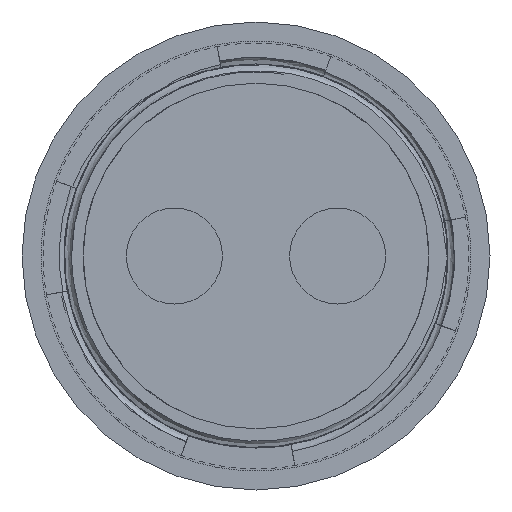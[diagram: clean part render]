
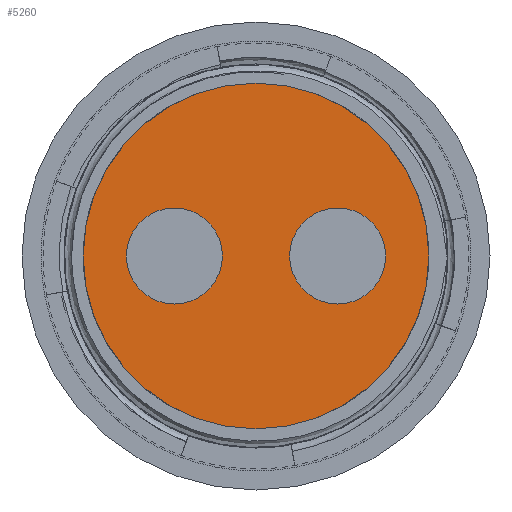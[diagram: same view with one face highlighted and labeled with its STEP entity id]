
A CAD part, front view. The second image highlights one B-rep face of the part: STEP entity #5260.
In plain terms, the highlighted planar face has unit normal (0, -1, 0).
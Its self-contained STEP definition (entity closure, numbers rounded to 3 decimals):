
#38 = DIRECTION ( 'NONE',  ( 0., 0., 1. ) ) ;
#144 = AXIS2_PLACEMENT_3D ( 'NONE', #23254, #11552, #38 ) ;
#799 = FACE_BOUND ( 'NONE', #14512, .T. ) ;
#1481 = EDGE_CURVE ( 'NONE', #2510, #6421, #9022, .T. ) ;
#1663 = CARTESIAN_POINT ( 'NONE',  ( -3.4, 0., -2. ) ) ;
#1723 = CARTESIAN_POINT ( 'NONE',  ( 3.4, 0., 0. ) ) ;
#2412 = VERTEX_POINT ( 'NONE', #7622 ) ;
#2510 = VERTEX_POINT ( 'NONE', #6288 ) ;
#2648 = EDGE_CURVE ( 'NONE', #19915, #18202, #22999, .T. ) ;
#2688 = EDGE_CURVE ( 'NONE', #8450, #2412, #11388, .T. ) ;
#3661 = DIRECTION ( 'NONE',  ( 0., 0., -1. ) ) ;
#3740 = DIRECTION ( 'NONE',  ( 0., 0., -1. ) ) ;
#3745 = DIRECTION ( 'NONE',  ( 0., -1., 0. ) ) ;
#3771 = CARTESIAN_POINT ( 'NONE',  ( 3.4, 0., 0. ) ) ;
#4245 = DIRECTION ( 'NONE',  ( 0., 0., -1. ) ) ;
#4279 = DIRECTION ( 'NONE',  ( 0., -1., 0. ) ) ;
#4284 = CARTESIAN_POINT ( 'NONE',  ( -3.4, 0., 0. ) ) ;
#5260 = ADVANCED_FACE ( 'NONE', ( #799, #6507, #10992 ), #20218, .F. ) ;
#6288 = CARTESIAN_POINT ( 'NONE',  ( 0., 0., -7.2 ) ) ;
#6421 = VERTEX_POINT ( 'NONE', #20440 ) ;
#6507 = FACE_BOUND ( 'NONE', #18669, .T. ) ;
#7292 = DIRECTION ( 'NONE',  ( 0., -1., 0. ) ) ;
#7311 = CIRCLE ( 'NONE', #13473, 2. ) ;
#7622 = CARTESIAN_POINT ( 'NONE',  ( 3.4, 0., 2. ) ) ;
#8450 = VERTEX_POINT ( 'NONE', #21319 ) ;
#8797 = CIRCLE ( 'NONE', #144, 7.2 ) ;
#9022 = CIRCLE ( 'NONE', #12308, 7.2 ) ;
#9064 = AXIS2_PLACEMENT_3D ( 'NONE', #20692, #20168, #19158 ) ;
#9104 = EDGE_LOOP ( 'NONE', ( #21112, #21439 ) ) ;
#9365 = CARTESIAN_POINT ( 'NONE',  ( -3.4, 0., 2. ) ) ;
#10992 = FACE_OUTER_BOUND ( 'NONE', #9104, .T. ) ;
#11304 = AXIS2_PLACEMENT_3D ( 'NONE', #3771, #3745, #3740 ) ;
#11388 = CIRCLE ( 'NONE', #11304, 2. ) ;
#11408 = AXIS2_PLACEMENT_3D ( 'NONE', #4284, #4279, #4245 ) ;
#11552 = DIRECTION ( 'NONE',  ( 0., 1., 0. ) ) ;
#12308 = AXIS2_PLACEMENT_3D ( 'NONE', #19398, #19393, #19359 ) ;
#13473 = AXIS2_PLACEMENT_3D ( 'NONE', #18853, #7292, #20828 ) ;
#14512 = EDGE_LOOP ( 'NONE', ( #20413, #20496 ) ) ;
#15188 = DIRECTION ( 'NONE',  ( 0., -1., 0. ) ) ;
#18202 = VERTEX_POINT ( 'NONE', #9365 ) ;
#18669 = EDGE_LOOP ( 'NONE', ( #20770, #20931 ) ) ;
#18704 = AXIS2_PLACEMENT_3D ( 'NONE', #1723, #15188, #3661 ) ;
#18853 = CARTESIAN_POINT ( 'NONE',  ( -3.4, 0., 0. ) ) ;
#19158 = DIRECTION ( 'NONE',  ( 0., 0., 1. ) ) ;
#19359 = DIRECTION ( 'NONE',  ( 0., 0., 1. ) ) ;
#19393 = DIRECTION ( 'NONE',  ( 0., 1., 0. ) ) ;
#19398 = CARTESIAN_POINT ( 'NONE',  ( 0., 0., 0. ) ) ;
#19915 = VERTEX_POINT ( 'NONE', #1663 ) ;
#20168 = DIRECTION ( 'NONE',  ( 0., 1., 0. ) ) ;
#20218 = PLANE ( 'NONE',  #9064 ) ;
#20413 = ORIENTED_EDGE ( 'NONE', *, *, #2648, .F. ) ;
#20440 = CARTESIAN_POINT ( 'NONE',  ( 0., 0., 7.2 ) ) ;
#20496 = ORIENTED_EDGE ( 'NONE', *, *, #20776, .F. ) ;
#20692 = CARTESIAN_POINT ( 'NONE',  ( 0., 0., 0. ) ) ;
#20770 = ORIENTED_EDGE ( 'NONE', *, *, #2688, .F. ) ;
#20776 = EDGE_CURVE ( 'NONE', #18202, #19915, #7311, .T. ) ;
#20828 = DIRECTION ( 'NONE',  ( 0., 0., -1. ) ) ;
#20841 = EDGE_CURVE ( 'NONE', #2412, #8450, #20945, .T. ) ;
#20900 = EDGE_CURVE ( 'NONE', #6421, #2510, #8797, .T. ) ;
#20931 = ORIENTED_EDGE ( 'NONE', *, *, #20841, .F. ) ;
#20945 = CIRCLE ( 'NONE', #18704, 2. ) ;
#21112 = ORIENTED_EDGE ( 'NONE', *, *, #1481, .F. ) ;
#21319 = CARTESIAN_POINT ( 'NONE',  ( 3.4, 0., -2. ) ) ;
#21439 = ORIENTED_EDGE ( 'NONE', *, *, #20900, .F. ) ;
#22999 = CIRCLE ( 'NONE', #11408, 2. ) ;
#23254 = CARTESIAN_POINT ( 'NONE',  ( 0., 0., 0. ) ) ;
